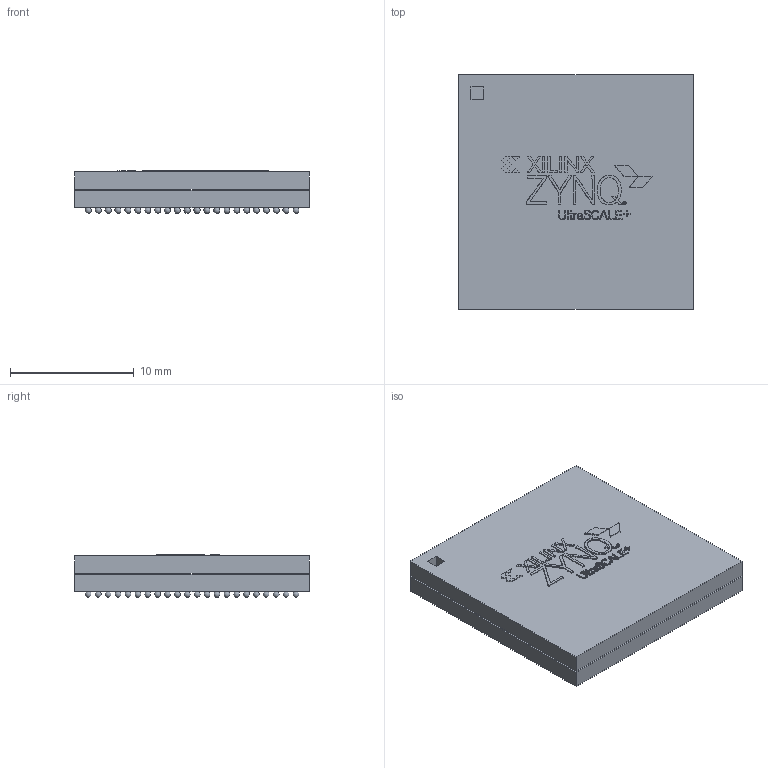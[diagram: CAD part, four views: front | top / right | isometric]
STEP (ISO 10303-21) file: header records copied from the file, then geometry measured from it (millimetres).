
FILE_DESCRIPTION(('FreeCAD Model'),'2;1');
FILE_NAME('Open CASCADE Shape Model','2023-11-04T23:52:39',('Author'),( ''),'Open CASCADE STEP processor 7.6','FreeCAD','Unknown');
FILE_SCHEMA(('AUTOMOTIVE_DESIGN { 1 0 10303 214 1 1 1 1 }'));
Length unit declared in the file: millimetre
Products named in the file (5): Unnamed; logo002; Cuerpo_superior_cuadrado_cuadrado; Cuerpo_inferior; bolas
Assembly tree (4 placements, depth 2):
  Unnamed
    logo002
    Cuerpo_superior_cuadrado_cuadrado
    Cuerpo_inferior
    bolas
Bounding box: 19 x 19 x 3.48 mm (x, y, z)
Volume: 1089.3 mm3; surface area: 2747.8 mm2
Topology: 30 solids, 30 shells, 1801 faces, 5220 edges, 3480 vertices
Faces by surface type: bspline 1294, sphere 484, plane 23
Entity records: 53192 total; most frequent: CARTESIAN_POINT 17624, ORIENTED_EDGE 9472, EDGE_CURVE 4736, B_SPLINE_CURVE_WITH_KNOTS 3720, VERTEX_POINT 3480, DIRECTION 3008, FACE_BOUND 2300, EDGE_LOOP 2300
